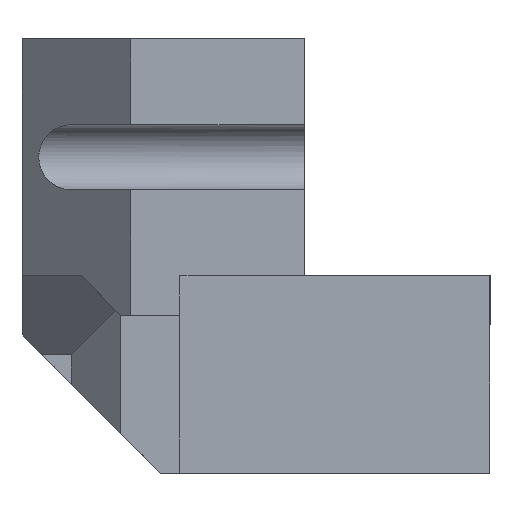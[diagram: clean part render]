
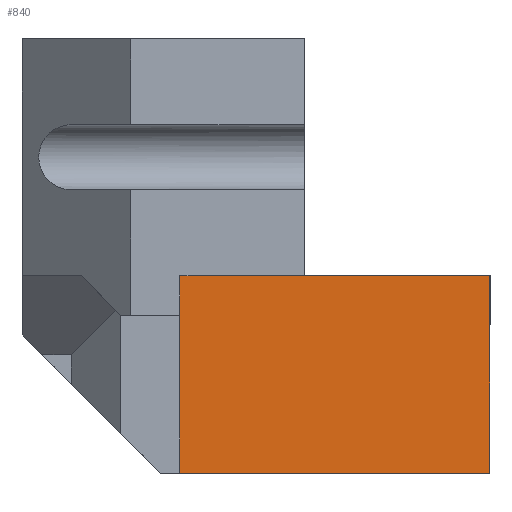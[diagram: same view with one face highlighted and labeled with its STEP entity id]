
A CAD part, left-side view. The second image highlights one B-rep face of the part: STEP entity #840.
In plain terms, the highlighted face is planar.
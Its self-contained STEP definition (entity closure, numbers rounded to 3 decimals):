
#51=PLANE('',#909);
#93=FACE_OUTER_BOUND('',#137,.T.);
#137=EDGE_LOOP('',(#764,#765,#766,#767,#768));
#234=LINE('',#1345,#340);
#242=LINE('',#1361,#348);
#244=LINE('',#1365,#350);
#245=LINE('',#1366,#351);
#246=LINE('',#1367,#352);
#340=VECTOR('',#1101,10.);
#348=VECTOR('',#1113,10.);
#350=VECTOR('',#1117,10.);
#351=VECTOR('',#1118,10.);
#352=VECTOR('',#1119,10.);
#423=VERTEX_POINT('',#1293);
#437=VERTEX_POINT('',#1344);
#442=VERTEX_POINT('',#1358);
#443=VERTEX_POINT('',#1360);
#444=VERTEX_POINT('',#1364);
#547=EDGE_CURVE('',#423,#437,#234,.T.);
#555=EDGE_CURVE('',#443,#442,#242,.T.);
#557=EDGE_CURVE('',#443,#444,#244,.T.);
#558=EDGE_CURVE('',#437,#442,#245,.T.);
#559=EDGE_CURVE('',#444,#423,#246,.T.);
#764=ORIENTED_EDGE('',*,*,#557,.F.);
#765=ORIENTED_EDGE('',*,*,#555,.T.);
#766=ORIENTED_EDGE('',*,*,#558,.F.);
#767=ORIENTED_EDGE('',*,*,#547,.F.);
#768=ORIENTED_EDGE('',*,*,#559,.F.);
#840=ADVANCED_FACE('',(#93),#51,.T.);
#909=AXIS2_PLACEMENT_3D('',#1363,#1115,#1116);
#1101=DIRECTION('',(0.,-1.,0.));
#1113=DIRECTION('',(0.,-1.,0.));
#1115=DIRECTION('center_axis',(0.,0.,-1.));
#1116=DIRECTION('ref_axis',(1.,0.,0.));
#1117=DIRECTION('',(-1.,0.,0.));
#1118=DIRECTION('',(1.,0.,0.));
#1119=DIRECTION('',(0.,-1.,0.));
#1293=CARTESIAN_POINT('',(12.,-14.3,27.5));
#1344=CARTESIAN_POINT('',(12.,-23.7,27.5));
#1345=CARTESIAN_POINT('',(12.,0.,27.5));
#1358=CARTESIAN_POINT('',(22.,-23.7,27.5));
#1360=CARTESIAN_POINT('',(22.,-8.,27.5));
#1361=CARTESIAN_POINT('',(22.,0.,27.5));
#1363=CARTESIAN_POINT('Origin',(12.,0.,27.5));
#1364=CARTESIAN_POINT('',(12.,-8.,27.5));
#1365=CARTESIAN_POINT('',(12.,-8.,27.5));
#1366=CARTESIAN_POINT('',(12.,-23.7,27.5));
#1367=CARTESIAN_POINT('',(12.,0.,27.5));
